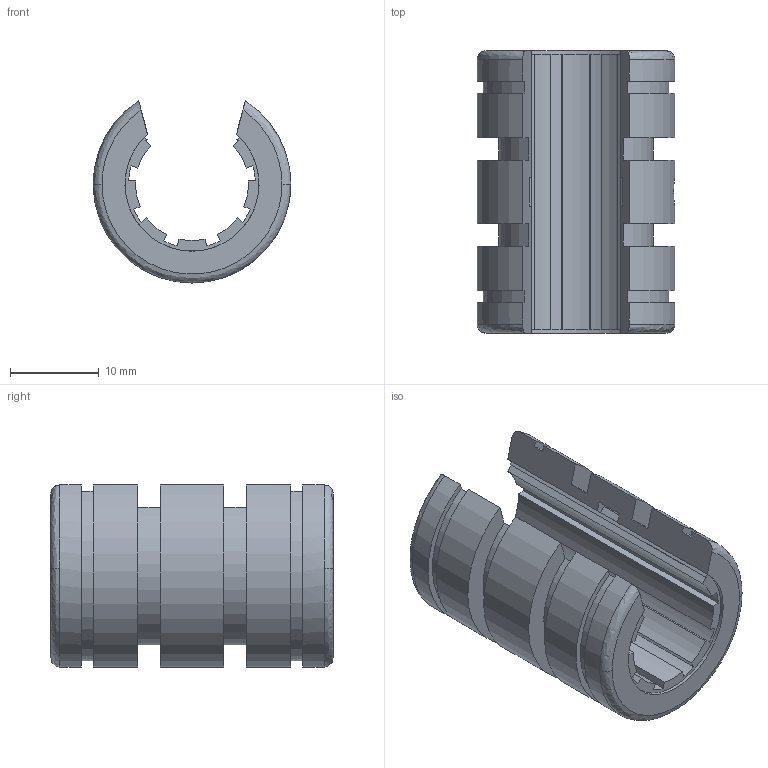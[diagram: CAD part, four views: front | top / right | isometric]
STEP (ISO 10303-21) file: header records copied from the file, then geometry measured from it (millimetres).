
FILE_DESCRIPTION (( 'STEP AP214' ), '1' );
FILE_NAME ('A-OJUI-01-08.step', '2017-11-29T20:20:42', ( '' ), ( '' ), 'SwSTEP 2.0', 'SolidWorks 2017', '' );
FILE_SCHEMA (( 'AUTOMOTIVE_DESIGN' ));
Length unit declared in the file: inch
Products named in the file (1): A-OJUI-01-08
Bounding box: 22.23 x 31.75 x 20.47 mm (x, y, z)
Volume: 5470 mm3; surface area: 6711.4 mm2
Topology: 2 solids, 2 shells, 109 faces, 294 edges, 196 vertices
Faces by surface type: plane 63, cylinder 40, bspline 6
Entity records: 5380 total; most frequent: CARTESIAN_POINT 1126, ORIENTED_EDGE 588, DIRECTION 580, EDGE_CURVE 294, AXIS2_PLACEMENT_3D 202, VERTEX_POINT 196, LINE 176, VECTOR 176
